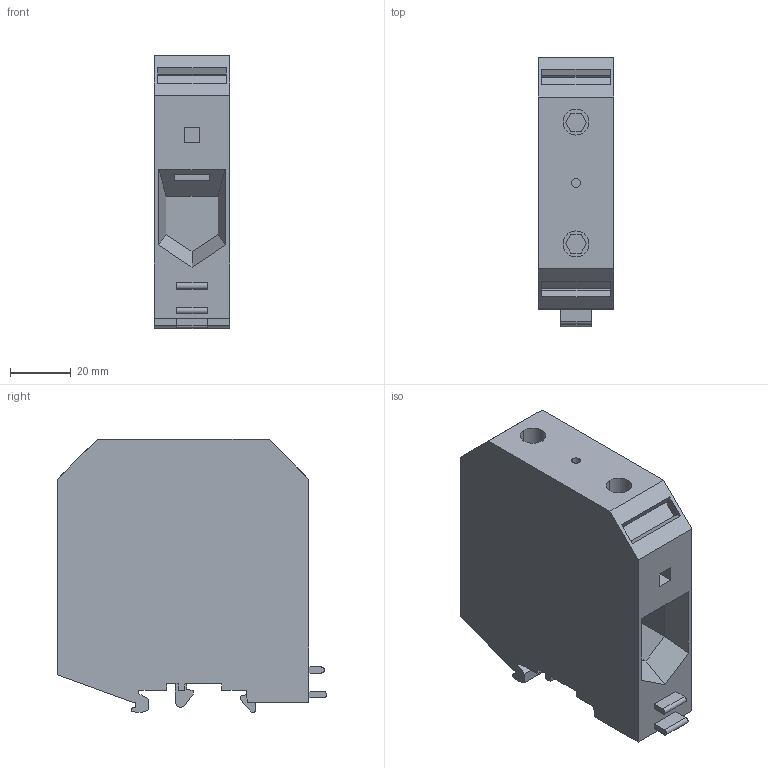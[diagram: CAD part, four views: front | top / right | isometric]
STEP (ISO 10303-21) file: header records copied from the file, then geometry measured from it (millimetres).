
FILE_DESCRIPTION(('Creo Elements/Direct Modeling STEP Export'),'2;1');
FILE_NAME('model.stp','2021-01-13T 0:16:42',(''),(''),'Creo Elements/Direct Modeling STEP processor for AP214 (Solid Model)','Creo Elements/Direct Modeling 20.1A 29-Sep-2018 (C) Parametric Technology GmbH','');
FILE_SCHEMA(('AUTOMOTIVE_DESIGN { 1 0 10303 214 1 1 1 1 }'));
Length unit declared in the file: millimetre
Products named in the file (2): UKH_95-select
Assembly tree (1 placements, depth 2):
  UKH_95-select
    UKH_95-select
Bounding box: 25 x 88.57 x 89.89 mm (x, y, z)
Volume: 141379 mm3; surface area: 29742.2 mm2
Topology: 1 solids, 1 shells, 140 faces, 359 edges, 236 vertices
Faces by surface type: plane 127, cylinder 13
Entity records: 5236 total; most frequent: ORIENTED_EDGE 718, CARTESIAN_POINT 716, DIRECTION 634, EDGE_CURVE 359, VECTOR 326, LINE 326, VERTEX_POINT 236, EDGE_LOOP 155
